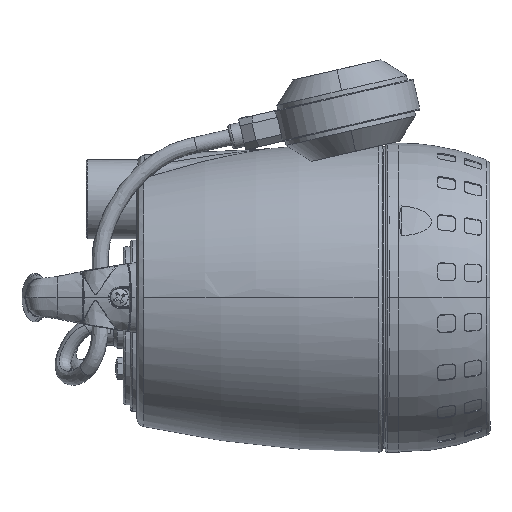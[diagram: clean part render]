
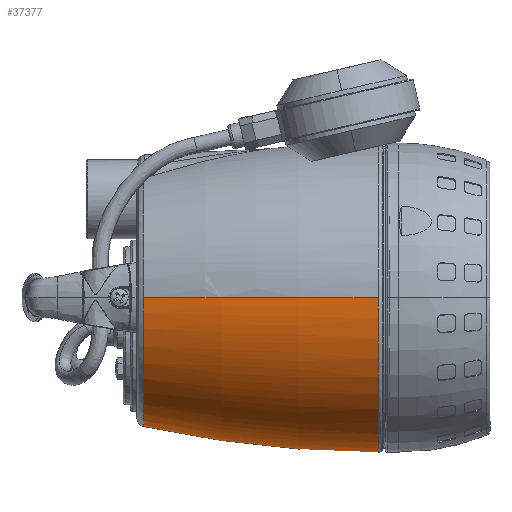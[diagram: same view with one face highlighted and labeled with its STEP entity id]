
A CAD part, left-side view. The second image highlights one B-rep face of the part: STEP entity #37377.
In plain terms, the highlighted toroidal (fillet/blend) face has major radius 543.008 mm and minor radius 631.008 mm.
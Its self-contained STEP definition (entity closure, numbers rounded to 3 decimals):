
#1659 = CARTESIAN_POINT ( 'NONE',  ( 55.915, -68.132, -137.377 ) ) ;
#3603 = CARTESIAN_POINT ( 'NONE',  ( -48.968, -73.285, -137.377 ) ) ;
#5028 = VERTEX_POINT ( 'NONE', #58694 ) ;
#6035 = EDGE_CURVE ( 'NONE', #19279, #5028, #39567, .T. ) ;
#7889 = CARTESIAN_POINT ( 'NONE',  ( -18.77, -70.991, -3.771 ) ) ;
#18536 = CARTESIAN_POINT ( 'NONE',  ( 86.864, -17.278, -137.377 ) ) ;
#19279 = VERTEX_POINT ( 'NONE', #237495 ) ;
#22853 = AXIS2_PLACEMENT_3D ( 'NONE', #170193, #211698, #33955 ) ;
#24324 = CARTESIAN_POINT ( 'NONE',  ( -86.864, -17.278, -137.377 ) ) ;
#24784 = CARTESIAN_POINT ( 'NONE',  ( -36.429, -64.072, -3.771 ) ) ;
#25080 = CIRCLE ( 'NONE', #37468, 631.008 ) ;
#27589 = EDGE_CURVE ( 'NONE', #138887, #5028, #39100, .T. ) ;
#28600 = CARTESIAN_POINT ( 'NONE',  ( -73.34, -0.486, -3.771 ) ) ;
#31548 = CARTESIAN_POINT ( 'NONE',  ( 26.818, -68.488, -3.771 ) ) ;
#33955 = DIRECTION ( 'NONE',  ( -1., 0., 0. ) ) ;
#37377 = ADVANCED_FACE ( 'NONE', ( #110519 ), #246562, .T. ) ;
#37468 = AXIS2_PLACEMENT_3D ( 'NONE', #163182, #164468, #204665 ) ;
#37982 = CARTESIAN_POINT ( 'NONE',  ( 81.823, -33.893, -137.377 ) ) ;
#39100 = CIRCLE ( 'NONE', #175794, 631.008 ) ;
#39567 = B_SPLINE_CURVE_WITH_KNOTS ( 'NONE', 3,
 ( #65799, #125460, #160577, #142371, #43778, #3603, #180021, #239700, #122919, #202072, #24324, #163130, #42493 ),
 .UNSPECIFIED., .F., .F.,
 ( 4, 1, 1, 1, 1, 1, 1, 1, 1, 1, 4 ),
 ( 0., 0.062, 0.125, 0.156, 0.188, 0.219, 0.25, 0.313, 0.375, 0.438, 0.5 ),
 .UNSPECIFIED. ) ;
#41836 = CARTESIAN_POINT ( 'NONE',  ( 31.132, -82.659, -137.377 ) ) ;
#42493 = CARTESIAN_POINT ( 'NONE',  ( -87.998, 0., -137.377 ) ) ;
#43778 = CARTESIAN_POINT ( 'NONE',  ( -41.548, -77.732, -137.377 ) ) ;
#44244 = CARTESIAN_POINT ( 'NONE',  ( -68.86, -26.276, -3.771 ) ) ;
#46792 = CARTESIAN_POINT ( 'NONE',  ( -63.335, -37.695, -3.771 ) ) ;
#47193 = CARTESIAN_POINT ( 'NONE',  ( 73.293, -5.185, -3.771 ) ) ;
#48061 = CARTESIAN_POINT ( 'NONE',  ( -55.933, -47.996, -3.771 ) ) ;
#57185 = ORIENTED_EDGE ( 'NONE', *, *, #245489, .F. ) ;
#58424 = ORIENTED_EDGE ( 'NONE', *, *, #172592, .F. ) ;
#58694 = CARTESIAN_POINT ( 'NONE',  ( -87.998, 0., -137.377 ) ) ;
#65799 = CARTESIAN_POINT ( 'NONE',  ( 0., -87.998, -137.377 ) ) ;
#73116 = B_SPLINE_CURVE_WITH_KNOTS ( 'NONE', 3,
 ( #219573, #100185, #18536, #37982, #137864, #179360, #1659, #80752, #159907, #41836, #239043, #120971, #200112 ),
 .UNSPECIFIED., .F., .F.,
 ( 4, 1, 1, 1, 1, 1, 1, 1, 1, 1, 4 ),
 ( 0.5, 0.562, 0.625, 0.687, 0.75, 0.781, 0.812, 0.844, 0.875, 0.938, 1. ),
 .UNSPECIFIED. ) ;
#80752 = CARTESIAN_POINT ( 'NONE',  ( 48.968, -73.285, -137.377 ) ) ;
#89921 = CARTESIAN_POINT ( 'NONE',  ( 18.77, -70.991, -3.771 ) ) ;
#91001 = VERTEX_POINT ( 'NONE', #107139 ) ;
#100185 = CARTESIAN_POINT ( 'NONE',  ( 87.998, -5.759, -137.377 ) ) ;
#100499 = VERTEX_POINT ( 'NONE', #242148 ) ;
#107139 = CARTESIAN_POINT ( 'NONE',  ( 87.998, 0., -137.377 ) ) ;
#110519 = FACE_OUTER_BOUND ( 'NONE', #127688, .T. ) ;
#111945 = CARTESIAN_POINT ( 'NONE',  ( 55.933, -47.996, -3.771 ) ) ;
#113377 = VERTEX_POINT ( 'NONE', #255942 ) ;
#115326 = DIRECTION ( 'NONE',  ( 0., 0., -1. ) ) ;
#120971 = CARTESIAN_POINT ( 'NONE',  ( 5.75, -87.998, -137.377 ) ) ;
#122919 = CARTESIAN_POINT ( 'NONE',  ( -73.641, -49.203, -137.377 ) ) ;
#124650 = CARTESIAN_POINT ( 'NONE',  ( -26.818, -68.488, -3.771 ) ) ;
#125460 = CARTESIAN_POINT ( 'NONE',  ( -5.75, -87.998, -137.377 ) ) ;
#125909 = CARTESIAN_POINT ( 'NONE',  ( -73.34, 0., -3.771 ) ) ;
#126314 = CARTESIAN_POINT ( 'NONE',  ( 63.335, -37.695, -3.771 ) ) ;
#127189 = CARTESIAN_POINT ( 'NONE',  ( -46.875, -56.877, -3.771 ) ) ;
#127688 = EDGE_LOOP ( 'NONE', ( #58424, #222454, #57185, #214241, #180526, #138160 ) ) ;
#128856 = CARTESIAN_POINT ( 'NONE',  ( 10.538, -72.793, -3.771 ) ) ;
#129020 = EDGE_CURVE ( 'NONE', #91001, #19279, #73116, .T. ) ;
#130130 = CARTESIAN_POINT ( 'NONE',  ( 73.34, -0.486, -3.771 ) ) ;
#130459 = B_SPLINE_CURVE_WITH_KNOTS ( 'NONE', 3,
 ( #125909, #28600, #186861, #188127, #44244, #46792, #48061, #127189, #24784, #124650, #7889, #203795, #223248, #206345 ),
 .UNSPECIFIED., .F., .F.,
 ( 4, 1, 1, 1, 1, 1, 1, 1, 1, 1, 1, 4 ),
 ( 0.43, 0.438, 0.5, 0.562, 0.625, 0.687, 0.75, 0.812, 0.875, 0.906, 0.938, 1. ),
 .UNSPECIFIED. ) ;
#137864 = CARTESIAN_POINT ( 'NONE',  ( 73.641, -49.203, -137.377 ) ) ;
#138160 = ORIENTED_EDGE ( 'NONE', *, *, #129020, .F. ) ;
#138887 = VERTEX_POINT ( 'NONE', #213111 ) ;
#142371 = CARTESIAN_POINT ( 'NONE',  ( -31.132, -82.659, -137.377 ) ) ;
#159907 = CARTESIAN_POINT ( 'NONE',  ( 41.548, -77.732, -137.377 ) ) ;
#160577 = CARTESIAN_POINT ( 'NONE',  ( -17.281, -86.865, -137.377 ) ) ;
#163130 = CARTESIAN_POINT ( 'NONE',  ( -87.998, -5.759, -137.377 ) ) ;
#163182 = CARTESIAN_POINT ( 'NONE',  ( -543.008, 0., -139. ) ) ;
#164468 = DIRECTION ( 'NONE',  ( 0., 1., 0. ) ) ;
#169067 = CARTESIAN_POINT ( 'NONE',  ( 36.429, -64.072, -3.771 ) ) ;
#170193 = CARTESIAN_POINT ( 'NONE',  ( 0., 0., -139. ) ) ;
#172592 = EDGE_CURVE ( 'NONE', #100499, #91001, #25080, .T. ) ;
#175697 = B_SPLINE_CURVE_WITH_KNOTS ( 'NONE', 3,
 ( #250769, #224915, #128856, #89921, #31548, #169067, #188529, #111945, #126314, #205473, #246945, #47193, #130130, #208003 ),
 .UNSPECIFIED., .F., .F.,
 ( 4, 1, 1, 1, 1, 1, 1, 1, 1, 1, 1, 4 ),
 ( 0., 0.062, 0.094, 0.125, 0.188, 0.25, 0.313, 0.375, 0.438, 0.5, 0.562, 0.57 ),
 .UNSPECIFIED. ) ;
#175794 = AXIS2_PLACEMENT_3D ( 'NONE', #252863, #211376, #115326 ) ;
#179360 = CARTESIAN_POINT ( 'NONE',  ( 64.454, -60.395, -137.377 ) ) ;
#180021 = CARTESIAN_POINT ( 'NONE',  ( -55.915, -68.132, -137.377 ) ) ;
#180526 = ORIENTED_EDGE ( 'NONE', *, *, #6035, .F. ) ;
#186861 = CARTESIAN_POINT ( 'NONE',  ( -73.293, -5.185, -3.771 ) ) ;
#188127 = CARTESIAN_POINT ( 'NONE',  ( -72.346, -14.079, -3.771 ) ) ;
#188529 = CARTESIAN_POINT ( 'NONE',  ( 46.875, -56.877, -3.771 ) ) ;
#200112 = CARTESIAN_POINT ( 'NONE',  ( 0., -87.998, -137.377 ) ) ;
#202072 = CARTESIAN_POINT ( 'NONE',  ( -81.823, -33.893, -137.377 ) ) ;
#203795 = CARTESIAN_POINT ( 'NONE',  ( -10.538, -72.793, -3.771 ) ) ;
#204665 = DIRECTION ( 'NONE',  ( 0., 0., 1. ) ) ;
#205473 = CARTESIAN_POINT ( 'NONE',  ( 68.86, -26.276, -3.771 ) ) ;
#206345 = CARTESIAN_POINT ( 'NONE',  ( 0., -73.34, -3.771 ) ) ;
#208003 = CARTESIAN_POINT ( 'NONE',  ( 73.34, 0., -3.771 ) ) ;
#211376 = DIRECTION ( 'NONE',  ( 0., -1., 0. ) ) ;
#211698 = DIRECTION ( 'NONE',  ( 0., 0., -1. ) ) ;
#213111 = CARTESIAN_POINT ( 'NONE',  ( -73.34, 0., -3.771 ) ) ;
#213295 = EDGE_CURVE ( 'NONE', #113377, #100499, #175697, .T. ) ;
#214241 = ORIENTED_EDGE ( 'NONE', *, *, #27589, .T. ) ;
#219573 = CARTESIAN_POINT ( 'NONE',  ( 87.998, 0., -137.377 ) ) ;
#222454 = ORIENTED_EDGE ( 'NONE', *, *, #213295, .F. ) ;
#223248 = CARTESIAN_POINT ( 'NONE',  ( -4.208, -73.34, -3.771 ) ) ;
#224915 = CARTESIAN_POINT ( 'NONE',  ( 4.208, -73.34, -3.771 ) ) ;
#237495 = CARTESIAN_POINT ( 'NONE',  ( 0., -87.998, -137.377 ) ) ;
#239043 = CARTESIAN_POINT ( 'NONE',  ( 17.281, -86.865, -137.377 ) ) ;
#239700 = CARTESIAN_POINT ( 'NONE',  ( -64.454, -60.395, -137.377 ) ) ;
#242148 = CARTESIAN_POINT ( 'NONE',  ( 73.34, 0., -3.771 ) ) ;
#245489 = EDGE_CURVE ( 'NONE', #138887, #113377, #130459, .T. ) ;
#246562 = TOROIDAL_SURFACE ( 'NONE', #22853, -543.008, 631.008 ) ;
#246945 = CARTESIAN_POINT ( 'NONE',  ( 72.346, -14.079, -3.771 ) ) ;
#250769 = CARTESIAN_POINT ( 'NONE',  ( 0., -73.34, -3.771 ) ) ;
#252863 = CARTESIAN_POINT ( 'NONE',  ( 543.008, 0., -139. ) ) ;
#255942 = CARTESIAN_POINT ( 'NONE',  ( 0., -73.34, -3.771 ) ) ;
